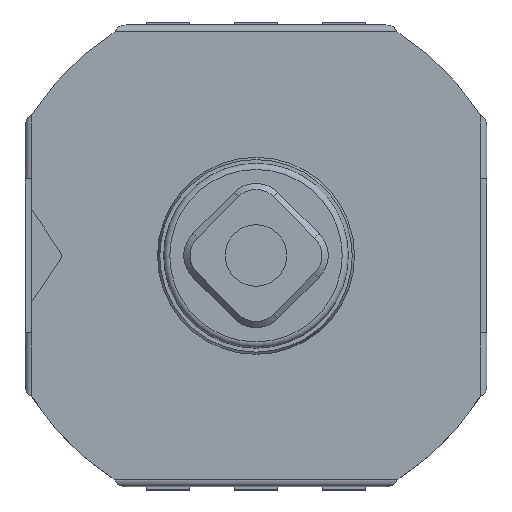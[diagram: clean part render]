
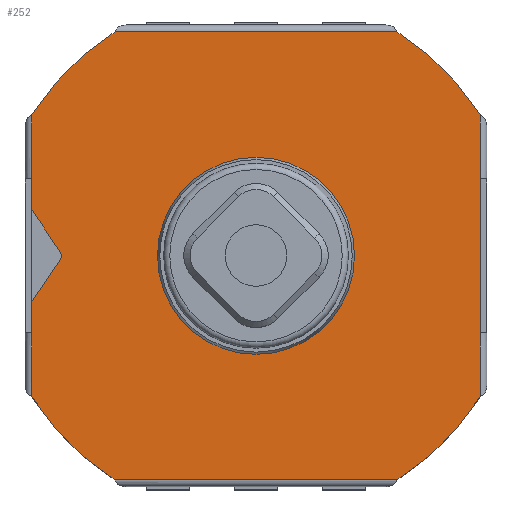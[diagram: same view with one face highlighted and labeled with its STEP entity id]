
A CAD part, top view. The second image highlights one B-rep face of the part: STEP entity #252.
In plain terms, the highlighted planar face has unit normal (0, 0, 1).
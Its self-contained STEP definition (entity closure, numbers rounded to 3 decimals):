
#132=FACE_BOUND('',#718,.T.);
#133=FACE_BOUND('',#719,.T.);
#252=ADVANCED_FACE('',(#132,#133),#423,.T.);
#423=PLANE('',#3214);
#718=EDGE_LOOP('',(#1077,#1078,#1079,#1080,#1081,#1082,#1083,#1084,#1085,
#1086,#1087,#1088,#1089,#1090,#1091,#1092));
#719=EDGE_LOOP('',(#1093));
#919=CIRCLE('',#3205,4.3);
#921=CIRCLE('',#3208,4.3);
#922=CIRCLE('',#3210,4.3);
#923=CIRCLE('',#3211,4.3);
#924=CIRCLE('',#3212,0.1);
#925=CIRCLE('',#3213,1.6);
#1077=ORIENTED_EDGE('',*,*,#2188,.F.);
#1078=ORIENTED_EDGE('',*,*,#2189,.T.);
#1079=ORIENTED_EDGE('',*,*,#2116,.T.);
#1080=ORIENTED_EDGE('',*,*,#2190,.T.);
#1081=ORIENTED_EDGE('',*,*,#2191,.T.);
#1082=ORIENTED_EDGE('',*,*,#2192,.T.);
#1083=ORIENTED_EDGE('',*,*,#2161,.T.);
#1084=ORIENTED_EDGE('',*,*,#2193,.F.);
#1085=ORIENTED_EDGE('',*,*,#2164,.T.);
#1086=ORIENTED_EDGE('',*,*,#2182,.T.);
#1087=ORIENTED_EDGE('',*,*,#2194,.T.);
#1088=ORIENTED_EDGE('',*,*,#2187,.T.);
#1089=ORIENTED_EDGE('',*,*,#2121,.T.);
#1090=ORIENTED_EDGE('',*,*,#2195,.T.);
#1091=ORIENTED_EDGE('',*,*,#2196,.F.);
#1092=ORIENTED_EDGE('',*,*,#2197,.F.);
#1093=ORIENTED_EDGE('',*,*,#2198,.F.);
#1843=VERTEX_POINT('',#4250);
#1844=VERTEX_POINT('',#4251);
#1846=VERTEX_POINT('',#4264);
#1847=VERTEX_POINT('',#4266);
#1883=VERTEX_POINT('',#4364);
#1884=VERTEX_POINT('',#4366);
#1886=VERTEX_POINT('',#4378);
#1887=VERTEX_POINT('',#4379);
#1896=VERTEX_POINT('',#4428);
#1898=VERTEX_POINT('',#4434);
#1899=VERTEX_POINT('',#4440);
#1900=VERTEX_POINT('',#4441);
#1901=VERTEX_POINT('',#4444);
#1902=VERTEX_POINT('',#4446);
#1903=VERTEX_POINT('',#4451);
#1904=VERTEX_POINT('',#4453);
#1905=VERTEX_POINT('',#4456);
#2116=EDGE_CURVE('',#1843,#1844,#2537,.T.);
#2121=EDGE_CURVE('',#1847,#1846,#2538,.T.);
#2161=EDGE_CURVE('',#1884,#1883,#2565,.T.);
#2164=EDGE_CURVE('',#1886,#1887,#2566,.T.);
#2182=EDGE_CURVE('',#1887,#1896,#919,.T.);
#2187=EDGE_CURVE('',#1898,#1847,#921,.T.);
#2188=EDGE_CURVE('',#1899,#1900,#2577,.T.);
#2189=EDGE_CURVE('',#1899,#1843,#2578,.T.);
#2190=EDGE_CURVE('',#1844,#1901,#922,.T.);
#2191=EDGE_CURVE('',#1901,#1902,#2579,.T.);
#2192=EDGE_CURVE('',#1902,#1884,#923,.T.);
#2193=EDGE_CURVE('',#1886,#1883,#2580,.T.);
#2194=EDGE_CURVE('',#1896,#1898,#2581,.T.);
#2195=EDGE_CURVE('',#1846,#1903,#2582,.T.);
#2196=EDGE_CURVE('',#1904,#1903,#2583,.T.);
#2197=EDGE_CURVE('',#1900,#1904,#924,.T.);
#2198=EDGE_CURVE('',#1905,#1905,#925,.T.);
#2537=LINE('',#4249,#2867);
#2538=LINE('',#4265,#2868);
#2565=LINE('',#4365,#2895);
#2566=LINE('',#4377,#2896);
#2577=LINE('',#4439,#2907);
#2578=LINE('',#4442,#2908);
#2579=LINE('',#4445,#2909);
#2580=LINE('',#4448,#2910);
#2581=LINE('',#4449,#2911);
#2582=LINE('',#4450,#2912);
#2583=LINE('',#4452,#2913);
#2867=VECTOR('',#3440,1.);
#2868=VECTOR('',#3447,1.);
#2895=VECTOR('',#3498,1.);
#2896=VECTOR('',#3501,1.);
#2907=VECTOR('',#3540,1.);
#2908=VECTOR('',#3541,1.);
#2909=VECTOR('',#3544,1.);
#2910=VECTOR('',#3547,1.);
#2911=VECTOR('',#3548,1.);
#2912=VECTOR('',#3549,1.);
#2913=VECTOR('',#3550,1.);
#3205=AXIS2_PLACEMENT_3D('',#4429,#3527,#3528);
#3208=AXIS2_PLACEMENT_3D('',#4437,#3536,#3537);
#3210=AXIS2_PLACEMENT_3D('',#4443,#3542,#3543);
#3211=AXIS2_PLACEMENT_3D('',#4447,#3545,#3546);
#3212=AXIS2_PLACEMENT_3D('',#4454,#3551,#3552);
#3213=AXIS2_PLACEMENT_3D('',#4455,#3553,#3554);
#3214=AXIS2_PLACEMENT_3D('',#4457,#3555,#3556);
#3440=DIRECTION('',(0.,-1.,0.));
#3447=DIRECTION('',(0.,-1.,0.));
#3498=DIRECTION('',(0.,1.,0.));
#3501=DIRECTION('',(0.,1.,0.));
#3527=DIRECTION('',(0.,0.,1.));
#3528=DIRECTION('',(1.,0.,0.));
#3536=DIRECTION('',(0.,0.,1.));
#3537=DIRECTION('',(1.,0.,0.));
#3540=DIRECTION('',(0.555,0.832,0.));
#3541=DIRECTION('',(0.,-1.,0.));
#3542=DIRECTION('',(0.,0.,1.));
#3543=DIRECTION('',(1.,0.,0.));
#3544=DIRECTION('',(1.,0.,0.));
#3545=DIRECTION('',(0.,0.,1.));
#3546=DIRECTION('',(1.,0.,0.));
#3547=DIRECTION('',(0.,-1.,0.));
#3548=DIRECTION('',(-1.,0.,0.));
#3549=DIRECTION('',(0.,-1.,0.));
#3550=DIRECTION('',(-0.555,0.832,0.));
#3551=DIRECTION('',(0.,0.,1.));
#3552=DIRECTION('',(1.,0.,0.));
#3553=DIRECTION('',(0.,0.,1.));
#3554=DIRECTION('',(1.,0.,0.));
#3555=DIRECTION('',(0.,0.,1.));
#3556=DIRECTION('',(1.,0.,0.));
#4249=CARTESIAN_POINT('',(-3.64,2.289,1.9));
#4250=CARTESIAN_POINT('',(-3.64,-1.25,1.9));
#4251=CARTESIAN_POINT('',(-3.64,-2.289,1.9));
#4264=CARTESIAN_POINT('',(-3.64,1.25,1.9));
#4265=CARTESIAN_POINT('',(-3.64,2.289,1.9));
#4266=CARTESIAN_POINT('',(-3.64,2.289,1.9));
#4364=CARTESIAN_POINT('',(3.64,-1.25,1.9));
#4365=CARTESIAN_POINT('',(3.64,-2.289,1.9));
#4366=CARTESIAN_POINT('',(3.64,-2.289,1.9));
#4377=CARTESIAN_POINT('',(3.64,-2.289,1.9));
#4378=CARTESIAN_POINT('',(3.64,1.25,1.9));
#4379=CARTESIAN_POINT('',(3.64,2.289,1.9));
#4428=CARTESIAN_POINT('',(2.289,3.64,1.9));
#4429=CARTESIAN_POINT('',(0.,0.,1.9));
#4434=CARTESIAN_POINT('',(-2.289,3.64,1.9));
#4437=CARTESIAN_POINT('',(0.,0.,1.9));
#4439=CARTESIAN_POINT('',(-3.64,-0.75,1.9));
#4440=CARTESIAN_POINT('',(-3.64,-0.75,1.9));
#4441=CARTESIAN_POINT('',(-3.177,-0.055,1.9));
#4442=CARTESIAN_POINT('',(-3.64,2.289,1.9));
#4443=CARTESIAN_POINT('',(0.,0.,1.9));
#4444=CARTESIAN_POINT('',(-2.289,-3.64,1.9));
#4445=CARTESIAN_POINT('',(-2.289,-3.64,1.9));
#4446=CARTESIAN_POINT('',(2.289,-3.64,1.9));
#4447=CARTESIAN_POINT('',(0.,0.,1.9));
#4448=CARTESIAN_POINT('',(3.64,1.25,1.9));
#4449=CARTESIAN_POINT('',(2.289,3.64,1.9));
#4450=CARTESIAN_POINT('',(-3.64,-1.25,1.9));
#4451=CARTESIAN_POINT('',(-3.64,0.75,1.9));
#4452=CARTESIAN_POINT('',(-3.177,0.055,1.9));
#4453=CARTESIAN_POINT('',(-3.177,0.055,1.9));
#4454=CARTESIAN_POINT('',(-3.26,0.,1.9));
#4455=CARTESIAN_POINT('',(0.,0.,1.9));
#4456=CARTESIAN_POINT('',(1.6,0.,1.9));
#4457=CARTESIAN_POINT('',(0.,0.,1.9));
